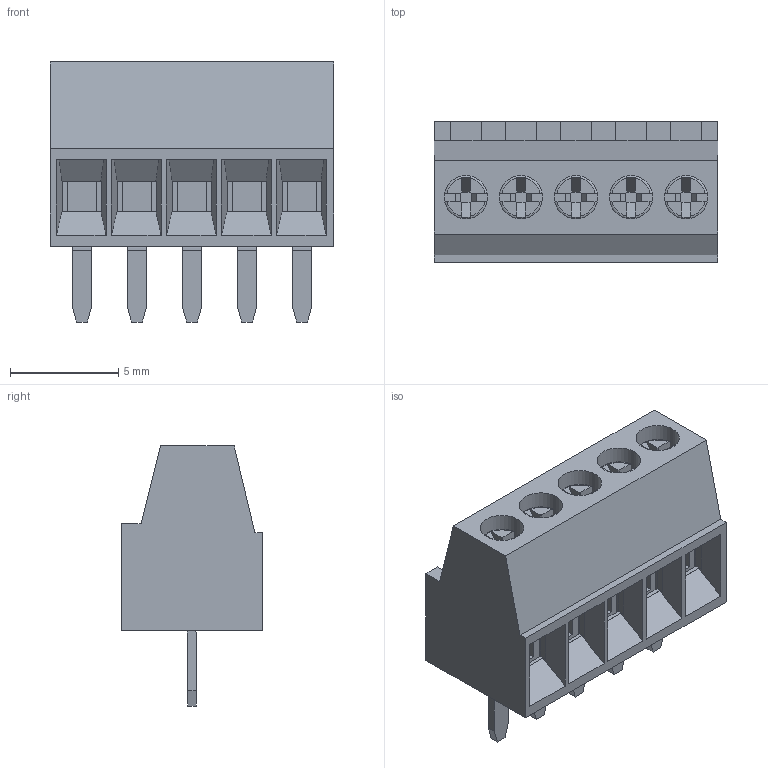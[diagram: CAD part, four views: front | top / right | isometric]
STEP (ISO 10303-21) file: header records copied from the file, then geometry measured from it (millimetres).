
FILE_DESCRIPTION(/* description */ ('Unknown'),/* implementation_level */ '2;1');
FILE_NAME(/* name */ '691210910005',/* time_stamp */ '2017-07-03T14:50:22+02:00',/* author */ ('Unknown'),/* organization */ ('Unknown'),/* preprocessor_version */ 'ST-DEVELOPER v16.7',/* originating_system */ 'DEX',/* authorisation */ $);
FILE_SCHEMA (('AUTOMOTIVE_DESIGN {1 0 10303 214 3 1 1}'));
Length unit declared in the file: millimetre
Products named in the file (5): 6912109100xx; 691210910005; 6912109100xx_CAGE; 6912109100xx_PIN; 6912109100xx_VIS
Assembly tree (16 placements, depth 2):
  6912109100xx
    691210910005
    6912109100xx_CAGE  x5
    6912109100xx_PIN  x5
    6912109100xx_VIS  x5
Bounding box: 13.1 x 6.5 x 12 mm (x, y, z)
Volume: 425.3 mm3; surface area: 1635 mm2
Topology: 16 solids, 16 shells, 580 faces, 1554 edges, 1006 vertices
Faces by surface type: plane 505, cylinder 55, torus 15, cone 5
Full cylindrical faces by diameter (mm): 1.5 x10, 1.7 x5, 2 x5, 2.1 x5
Entity records: 9317 total; most frequent: CARTESIAN_POINT 1600, ORIENTED_EDGE 1530, DIRECTION 1401, EDGE_CURVE 765, LINE 703, VECTOR 703, VERTEX_POINT 508, AXIS2_PLACEMENT_3D 349
